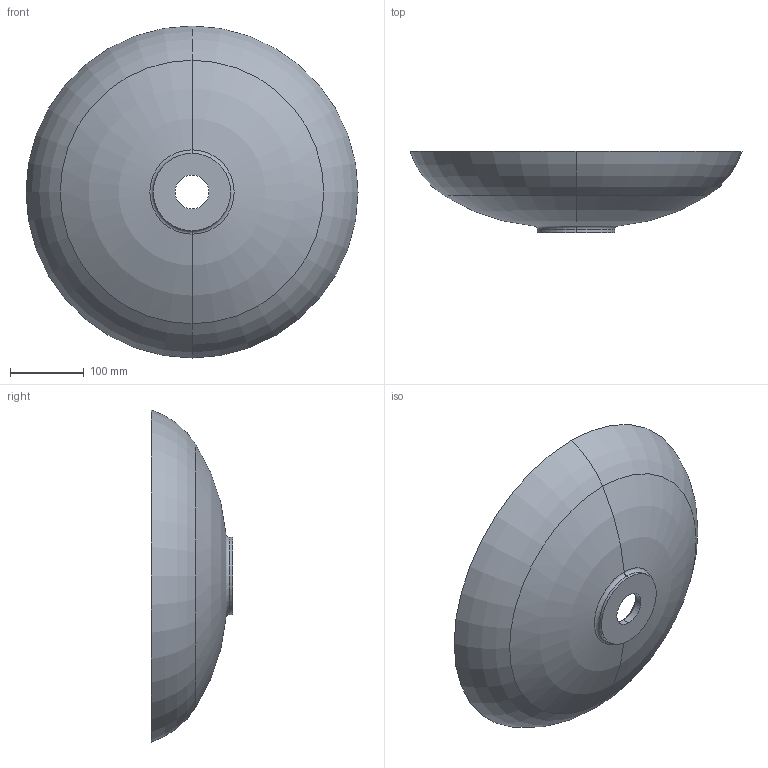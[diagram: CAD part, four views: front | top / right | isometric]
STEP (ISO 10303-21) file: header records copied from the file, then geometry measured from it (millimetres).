
FILE_DESCRIPTION (( 'STEP AP214' ), '1' );
FILE_NAME ('Z820-1_Egeria.STEP', '2019-02-20T10:42:07', ( 'Admin' ), ( '' ), 'SwSTEP 2.0', 'SolidWorks 2019', '' );
FILE_SCHEMA (( 'AUTOMOTIVE_DESIGN' ));
Length unit declared in the file: millimetre
Products named in the file (1): Z820-1_Egeria
Bounding box: 450 x 110 x 450 mm (x, y, z)
Volume: 2317484.7 mm3; surface area: 405563.3 mm2
Topology: 1 solids, 1 shells, 18 faces, 36 edges, 20 vertices
Faces by surface type: torus 10, cylinder 4, cone 2, plane 2
Entity records: 512 total; most frequent: DIRECTION 104, CARTESIAN_POINT 75, ORIENTED_EDGE 72, AXIS2_PLACEMENT_3D 49, EDGE_CURVE 36, CIRCLE 30, EDGE_LOOP 20, VERTEX_POINT 20
